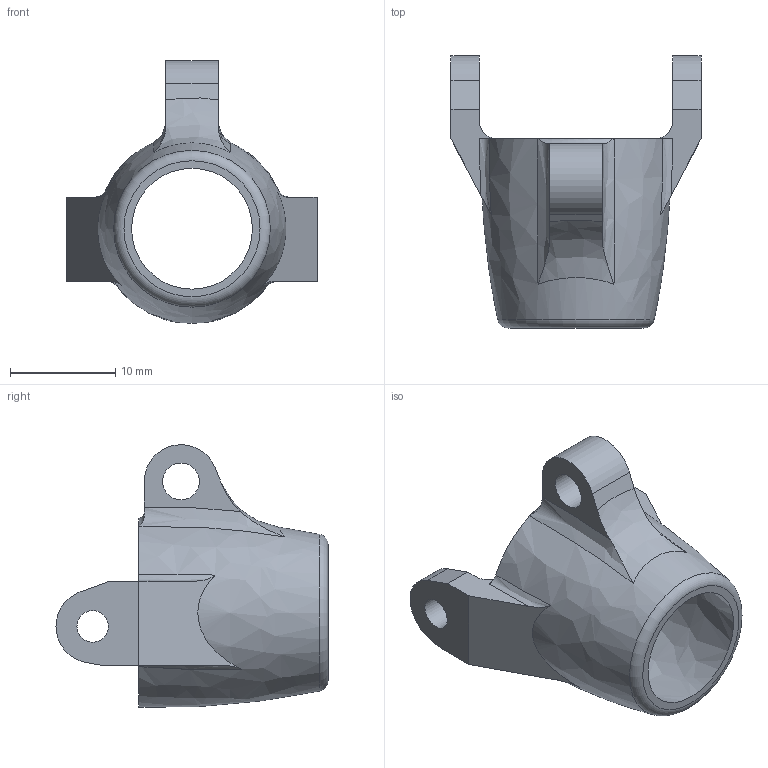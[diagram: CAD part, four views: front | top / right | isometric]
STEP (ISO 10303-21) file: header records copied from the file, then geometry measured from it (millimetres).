
FILE_DESCRIPTION(/* description */ (''),/* implementation_level */ '2;1');
FILE_NAME(/* name */ 'Ortesis_Dedo.step',/* time_stamp */ '2023-11-21T20:05:29+01:00',/* author */ (''),/* organization */ (''),/* preprocessor_version */ 'ST-DEVELOPER v20',/* originating_system */ 'Autodesk Translation Framework v12.14.0.127',/* authorisation */ '');
FILE_SCHEMA (('AUTOMOTIVE_DESIGN { 1 0 10303 214 3 1 1 }'));
Length unit declared in the file: millimetre
Products named in the file (2): Ortesis_Dedo; Componente1
Assembly tree (1 placements, depth 2):
  Ortesis_Dedo
    Componente1
Bounding box: 23.8 x 25.9 x 25 mm (x, y, z)
Volume: 1967 mm3; surface area: 2487.5 mm2
Topology: 1 solids, 1 shells, 42 faces, 126 edges, 85 vertices
Faces by surface type: plane 23, bspline 9, cylinder 8, torus 2
Full cylindrical faces by diameter (mm): 3 x2, 3.5 x1
Entity records: 1882 total; most frequent: CARTESIAN_POINT 765, ORIENTED_EDGE 252, DIRECTION 183, EDGE_CURVE 126, VERTEX_POINT 85, AXIS2_PLACEMENT_3D 67, LINE 49, VECTOR 49
